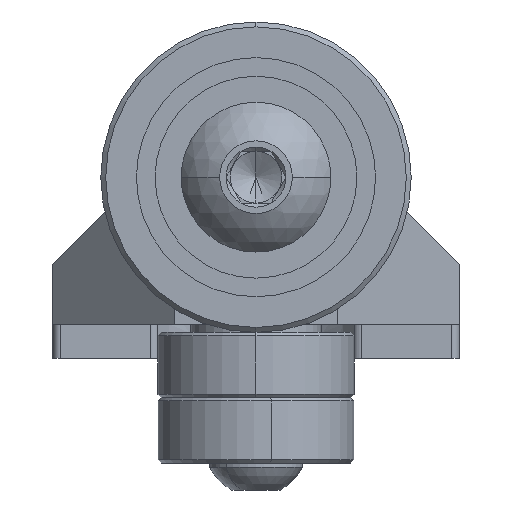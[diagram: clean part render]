
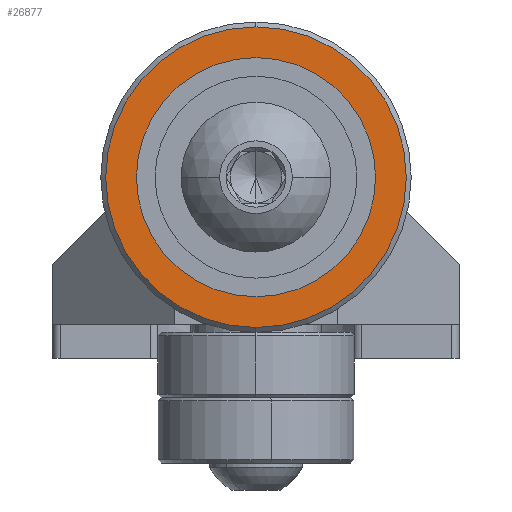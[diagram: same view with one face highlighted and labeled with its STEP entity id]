
A CAD part, left-side view. The second image highlights one B-rep face of the part: STEP entity #26877.
In plain terms, the highlighted face is planar.
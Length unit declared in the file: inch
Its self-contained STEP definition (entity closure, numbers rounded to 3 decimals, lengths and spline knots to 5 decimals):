
#736 = CARTESIAN_POINT ( 'NONE',  ( 0.28825, 0., 0.11811 ) ) ;
#761 = CIRCLE ( 'NONE', #36451, 0.28825 ) ;
#1186 = DIRECTION ( 'NONE',  ( 0., 0., -1. ) ) ;
#1872 = DIRECTION ( 'NONE',  ( 0., 0., 1. ) ) ;
#2598 = CARTESIAN_POINT ( 'NONE',  ( 0., 0.3622, 0.11811 ) ) ;
#4038 = DIRECTION ( 'NONE',  ( 0., 0., -1. ) ) ;
#5021 = DIRECTION ( 'NONE',  ( 1., 0., 0. ) ) ;
#5128 = AXIS2_PLACEMENT_3D ( 'NONE', #13437, #28903, #5021 ) ;
#5392 = VERTEX_POINT ( 'NONE', #18978 ) ;
#6724 = EDGE_CURVE ( 'NONE', #29759, #5392, #12476, .T. ) ;
#6894 = CARTESIAN_POINT ( 'NONE',  ( 0., 0., 0.11811 ) ) ;
#8342 = EDGE_CURVE ( 'NONE', #5392, #29759, #24387, .T. ) ;
#8559 = ORIENTED_EDGE ( 'NONE', *, *, #21506, .F. ) ;
#10339 = ORIENTED_EDGE ( 'NONE', *, *, #6724, .F. ) ;
#12476 = CIRCLE ( 'NONE', #28725, 0.3622 ) ;
#13037 = CARTESIAN_POINT ( 'NONE',  ( 0., 0., 0.11811 ) ) ;
#13437 = CARTESIAN_POINT ( 'NONE',  ( 0., 0., 0.11811 ) ) ;
#13910 = EDGE_LOOP ( 'NONE', ( #8559, #15249 ) ) ;
#14151 = CARTESIAN_POINT ( 'NONE',  ( -0.28825, 0., 0.11811 ) ) ;
#15152 = EDGE_LOOP ( 'NONE', ( #10339, #25948 ) ) ;
#15249 = ORIENTED_EDGE ( 'NONE', *, *, #15405, .F. ) ;
#15405 = EDGE_CURVE ( 'NONE', #32136, #20022, #37031, .T. ) ;
#16772 = DIRECTION ( 'NONE',  ( 1., 0., 0. ) ) ;
#17480 = FACE_OUTER_BOUND ( 'NONE', #15152, .T. ) ;
#18978 = CARTESIAN_POINT ( 'NONE',  ( 0.3622, 0., 0.11811 ) ) ;
#20022 = VERTEX_POINT ( 'NONE', #736 ) ;
#21506 = EDGE_CURVE ( 'NONE', #20022, #32136, #761, .T. ) ;
#21847 = DIRECTION ( 'NONE',  ( -1., 0., 0. ) ) ;
#22501 = AXIS2_PLACEMENT_3D ( 'NONE', #6894, #1186, #28408 ) ;
#23516 = DIRECTION ( 'NONE',  ( -1., 0., 0. ) ) ;
#24387 = CIRCLE ( 'NONE', #22501, 0.3622 ) ;
#24450 = CARTESIAN_POINT ( 'NONE',  ( -0.3622, 0., 0.11811 ) ) ;
#25948 = ORIENTED_EDGE ( 'NONE', *, *, #8342, .F. ) ;
#26259 = AXIS2_PLACEMENT_3D ( 'NONE', #2598, #29218, #23516 ) ;
#26845 = PLANE ( 'NONE',  #26259 ) ;
#26877 = ADVANCED_FACE ( 'NONE', ( #17480, #27041 ), #26845, .F. ) ;
#27041 = FACE_BOUND ( 'NONE', #13910, .T. ) ;
#28408 = DIRECTION ( 'NONE',  ( -1., 0., 0. ) ) ;
#28725 = AXIS2_PLACEMENT_3D ( 'NONE', #13037, #4038, #21847 ) ;
#28903 = DIRECTION ( 'NONE',  ( 0., 0., 1. ) ) ;
#29218 = DIRECTION ( 'NONE',  ( 0., 0., -1. ) ) ;
#29759 = VERTEX_POINT ( 'NONE', #24450 ) ;
#31859 = CARTESIAN_POINT ( 'NONE',  ( 0., 0., 0.11811 ) ) ;
#32136 = VERTEX_POINT ( 'NONE', #14151 ) ;
#36451 = AXIS2_PLACEMENT_3D ( 'NONE', #31859, #1872, #16772 ) ;
#37031 = CIRCLE ( 'NONE', #5128, 0.28825 ) ;
